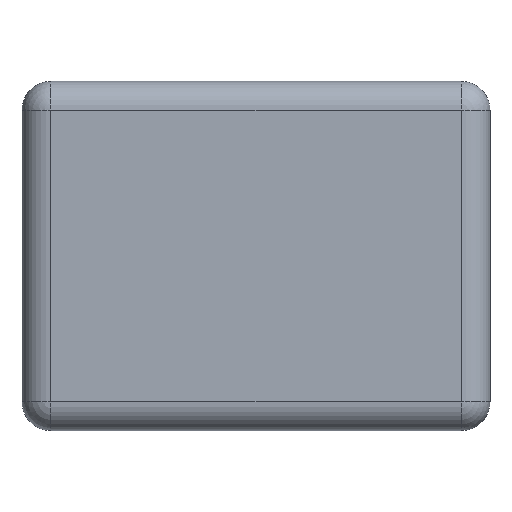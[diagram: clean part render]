
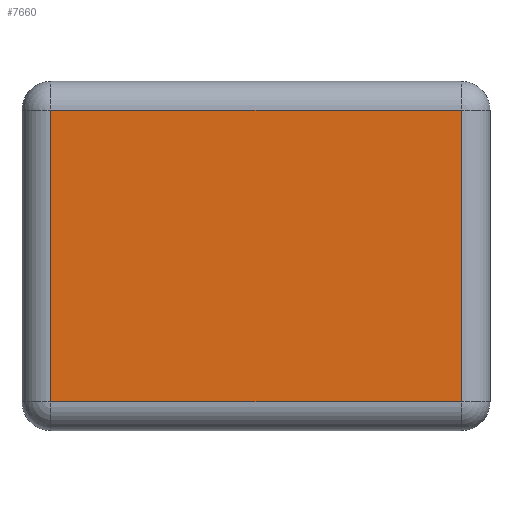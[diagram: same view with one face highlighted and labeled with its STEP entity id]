
A CAD part, front view. The second image highlights one B-rep face of the part: STEP entity #7660.
In plain terms, the highlighted planar face has unit normal (0, -1, 0).
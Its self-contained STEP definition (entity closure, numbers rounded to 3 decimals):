
#2421 = LINE ( 'NONE', #124596, #49927 ) ;
#7660 = ADVANCED_FACE ( 'NONE', ( #28118 ), #16641, .T. ) ;
#8965 = DIRECTION ( 'NONE',  ( 0., 0., -1. ) ) ;
#14891 = DIRECTION ( 'NONE',  ( 0., 0., 1. ) ) ;
#15194 = CARTESIAN_POINT ( 'NONE',  ( -572.934, -300.032, 407.318 ) ) ;
#16641 = PLANE ( 'NONE',  #72868 ) ;
#26495 = DIRECTION ( 'NONE',  ( 0., 0., -1. ) ) ;
#26920 = VERTEX_POINT ( 'NONE', #15194 ) ;
#28118 = FACE_OUTER_BOUND ( 'NONE', #140433, .T. ) ;
#28917 = DIRECTION ( 'NONE',  ( 0., -1., 0. ) ) ;
#31599 = LINE ( 'NONE', #91463, #70393 ) ;
#41501 = DIRECTION ( 'NONE',  ( -1., 0., 0. ) ) ;
#49927 = VECTOR ( 'NONE', #126190, 1000. ) ;
#50121 = CARTESIAN_POINT ( 'NONE',  ( 572.934, -300.032, 0. ) ) ;
#55037 = EDGE_CURVE ( 'NONE', #149991, #148797, #103385, .T. ) ;
#65550 = CARTESIAN_POINT ( 'NONE',  ( -572.934, -300.032, -407.318 ) ) ;
#70393 = VECTOR ( 'NONE', #41501, 1000. ) ;
#72101 = ORIENTED_EDGE ( 'NONE', *, *, #120357, .T. ) ;
#72722 = EDGE_CURVE ( 'NONE', #105685, #149991, #2421, .T. ) ;
#72868 = AXIS2_PLACEMENT_3D ( 'NONE', #138842, #28917, #26495 ) ;
#91463 = CARTESIAN_POINT ( 'NONE',  ( 0., -300.032, 407.318 ) ) ;
#103385 = LINE ( 'NONE', #50121, #131367 ) ;
#105685 = VERTEX_POINT ( 'NONE', #65550 ) ;
#107315 = ORIENTED_EDGE ( 'NONE', *, *, #156930, .T. ) ;
#114374 = ORIENTED_EDGE ( 'NONE', *, *, #55037, .T. ) ;
#114448 = CARTESIAN_POINT ( 'NONE',  ( 572.934, -300.032, -407.318 ) ) ;
#120357 = EDGE_CURVE ( 'NONE', #26920, #105685, #134359, .T. ) ;
#124596 = CARTESIAN_POINT ( 'NONE',  ( 0., -300.032, -407.318 ) ) ;
#126190 = DIRECTION ( 'NONE',  ( 1., 0., 0. ) ) ;
#131367 = VECTOR ( 'NONE', #14891, 1000. ) ;
#131833 = ORIENTED_EDGE ( 'NONE', *, *, #72722, .T. ) ;
#134359 = LINE ( 'NONE', #161348, #137318 ) ;
#136626 = CARTESIAN_POINT ( 'NONE',  ( 572.934, -300.032, 407.318 ) ) ;
#137318 = VECTOR ( 'NONE', #8965, 1000. ) ;
#138842 = CARTESIAN_POINT ( 'NONE',  ( 0., -300.032, 0. ) ) ;
#140433 = EDGE_LOOP ( 'NONE', ( #107315, #72101, #131833, #114374 ) ) ;
#148797 = VERTEX_POINT ( 'NONE', #136626 ) ;
#149991 = VERTEX_POINT ( 'NONE', #114448 ) ;
#156930 = EDGE_CURVE ( 'NONE', #148797, #26920, #31599, .T. ) ;
#161348 = CARTESIAN_POINT ( 'NONE',  ( -572.934, -300.032, 0. ) ) ;
